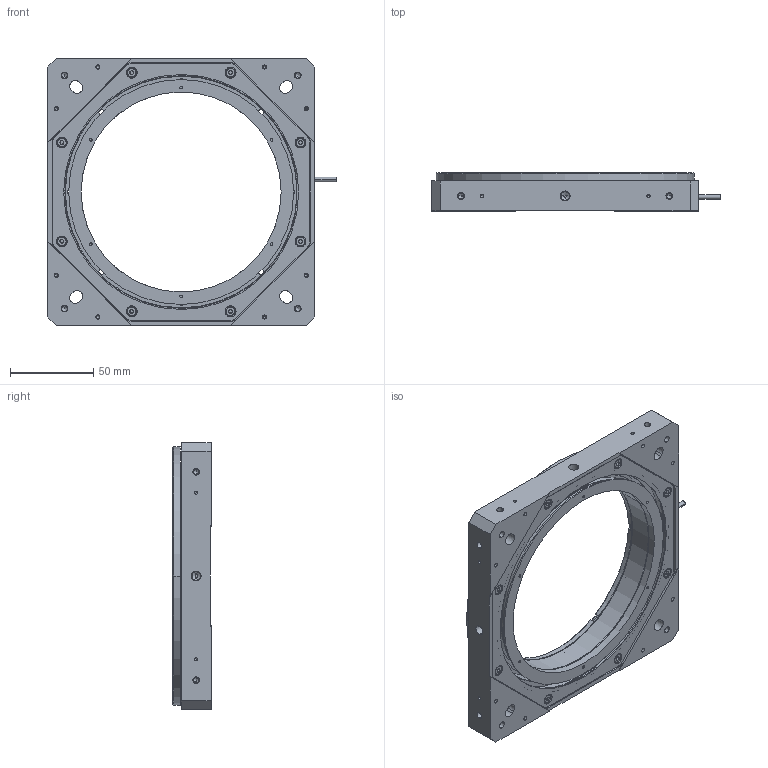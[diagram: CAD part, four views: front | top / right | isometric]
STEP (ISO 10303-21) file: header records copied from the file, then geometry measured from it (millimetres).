
FILE_DESCRIPTION (( 'STEP AP214' ), '1' );
FILE_NAME ('PR-160-1100X.STEP', '2022-02-08T00:52:04', ( '' ), ( '' ), 'SwSTEP 2.0', 'SolidWorks 2020', '' );
FILE_SCHEMA (( 'AUTOMOTIVE_DESIGN' ));
Length unit declared in the file: millimetre
Products named in the file (12): 430843 PR-160, Piezo, Rotor-Bearing Clamp, Open Loop_Bearing Rotor Clamp (No Encoder); 430839 PR-160, Piezo, Carriage; 430838 PR-160, Piezo, Base; PR-160-1100X; 2.7mm Dia Cable; 430841 PR-160, Piezo, Rotor_Carriage Rotor 110mm; Screw, SHCS-L, M-DIN_M3 x 0.5 x 06mm; 430844 PR-160, Piezo, Base-Bearing Clamp; Screw, SHCS-S, M-DIN._M2 x 0.4 x 14mm; 430840 PR-160, Piezo, Motor Cover; SCREW, MS-PFH, M-DIN_M2.5 x 0.45 x 06mm; Screw, SHCS-S, M-DIN._M2 x 0.4 x 05mm
Assembly tree (29 placements, depth 2):
  PR-160-1100X
    430838 PR-160, Piezo, Base
    430841 PR-160, Piezo, Rotor_Carriage Rotor 110mm
    Screw, SHCS-S, M-DIN._M2 x 0.4 x 14mm  x6
    430839 PR-160, Piezo, Carriage
    Screw, SHCS-S, M-DIN._M2 x 0.4 x 05mm  x6
    430844 PR-160, Piezo, Base-Bearing Clamp
    Screw, SHCS-L, M-DIN_M3 x 0.5 x 06mm  x8
    430840 PR-160, Piezo, Motor Cover
    SCREW, MS-PFH, M-DIN_M2.5 x 0.45 x 06mm  x2
    430843 PR-160, Piezo, Rotor-Bearing Clamp, Open Loop_Bearing Rotor Clamp (No Encoder)
    2.7mm Dia Cable
Bounding box: 173 x 23 x 160 mm (x, y, z)
Volume: 232332.5 mm3; surface area: 106236 mm2
Topology: 29 solids, 29 shells, 1172 faces, 2617 edges, 1560 vertices
Faces by surface type: cylinder 437, plane 394, cone 181, torus 160
Entity records: 22183 total; most frequent: DIRECTION 4005, CARTESIAN_POINT 3862, ORIENTED_EDGE 3402, EDGE_CURVE 1701, AXIS2_PLACEMENT_3D 1599, VERTEX_POINT 1094, EDGE_LOOP 935, CIRCLE 836
